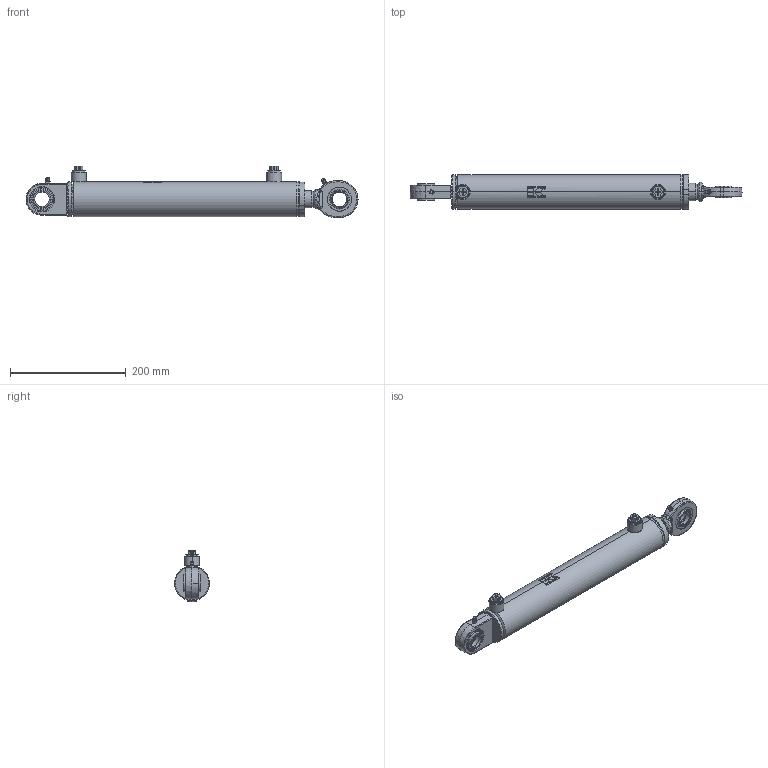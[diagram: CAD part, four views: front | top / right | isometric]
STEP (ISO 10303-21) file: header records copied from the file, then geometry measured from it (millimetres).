
FILE_DESCRIPTION (( 'STEP AP214' ), '1' );
FILE_NAME ('CFGCY0077351-Cylinder.step', '2026-01-13T15:05:56', ( 'Kramp IT' ), ( 'Kramp' ), 'SwSTEP 2.0', 'SolidWorks 2021', '' );
FILE_SCHEMA (( 'AUTOMOTIVE_DESIGN' ));
Length unit declared in the file: millimetre
Products named in the file (21): Tube-WA_Simplified; CFGCY0077351-Cylinder; GK25DO; GF25HO2RS-EC; GE25HO2RS; DS2905004VM_Simplified; MATE-AID; Rod_Simplified; LSN06E; DC3905001; Tube_Simplified; SP06M; DS2905015; Rod-WA_Simplified; DS2905013030VM_Simplified; DS2905013030_Simplified; Tube-MA_Simplified; DS2905004_Simplified; GF925; GK25DO-RD
Assembly tree (21 placements, depth 4):
  CFGCY0077351-Cylinder
    Tube-WA_Simplified
      Tube-MA_Simplified
        Tube_Simplified
        LSN06E
      LSN06E
      DC3905001
        DC3905001
      GF25HO2RS-EC
        GF925
        GE25HO2RS
    Rod-WA_Simplified
      Rod_Simplified
      GK25DO-RD
        GK25DO
    DS2905013030VM_Simplified
      DS2905013030_Simplified
    DS2905004VM_Simplified
      DS2905004_Simplified
    DS2905015
    SP06M  x2
  MATE-AID
Bounding box: 573.5 x 60 x 89 mm (x, y, z)
Volume: 906344.1 mm3; surface area: 270532.2 mm2
Topology: 19 solids, 23 shells, 641 faces, 1524 edges, 953 vertices
Faces by surface type: cylinder 215, plane 203, cone 113, bspline 84, torus 26
Entity records: 28559 total; most frequent: CARTESIAN_POINT 10421, DIRECTION 2756, ORIENTED_EDGE 2632, EDGE_CURVE 1328, AXIS2_PLACEMENT_3D 1122, VERTEX_POINT 831, EDGE_LOOP 631, CIRCLE 614
